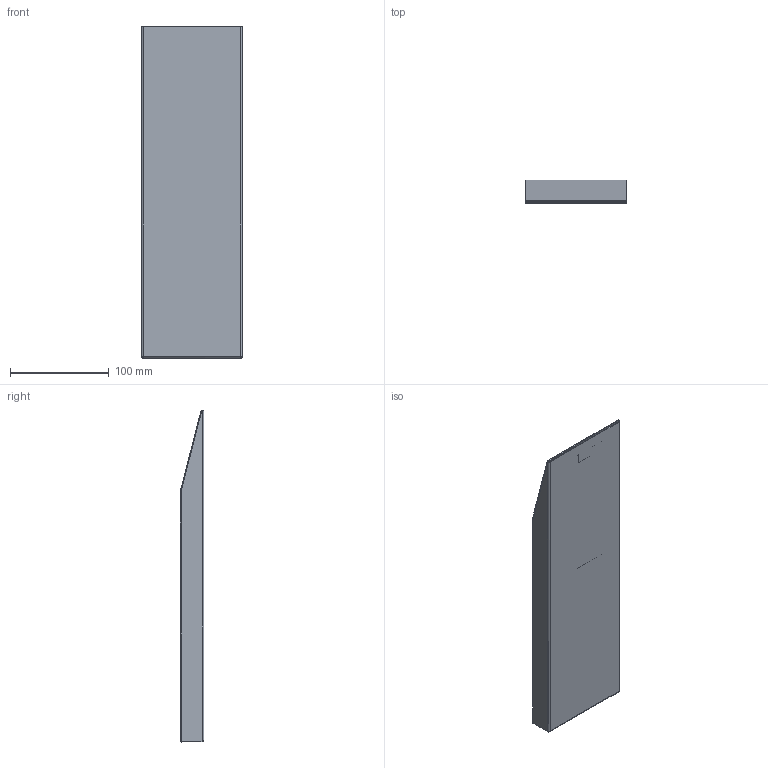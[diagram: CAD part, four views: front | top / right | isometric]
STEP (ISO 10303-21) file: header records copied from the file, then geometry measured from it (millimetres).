
FILE_DESCRIPTION(/* description */ (''),/* implementation_level */ '2;1');
FILE_NAME(/* name */ 'TBBB033503 - Customer.stp',/* time_stamp */ '2014-07-07T14:12:06+02:00',/* author */ ('bs'),/* organization */ (''),/* preprocessor_version */ 'ST-DEVELOPER v15.2',/* originating_system */ 'Autodesk Inventor 2014',/* authorisation */ '');
FILE_SCHEMA (('AUTOMOTIVE_DESIGN { 1 0 10303 214 3 1 1 }'));
Length unit declared in the file: millimetre
Products named in the file (1): TBBB033503 - Customer
Bounding box: 102 x 23.83 x 335.68 mm (x, y, z)
Volume: 235329.9 mm3; surface area: 173498.5 mm2
Topology: 1 solids, 1 shells, 68 faces, 162 edges, 98 vertices
Faces by surface type: plane 52, cylinder 11, bspline 5
Full cylindrical faces by diameter (mm): 6.647 x2, 12 x2
Entity records: 2094 total; most frequent: CARTESIAN_POINT 450, ORIENTED_EDGE 314, DIRECTION 296, EDGE_CURVE 156, LINE 128, VECTOR 128, VERTEX_POINT 96, AXIS2_PLACEMENT_3D 84
